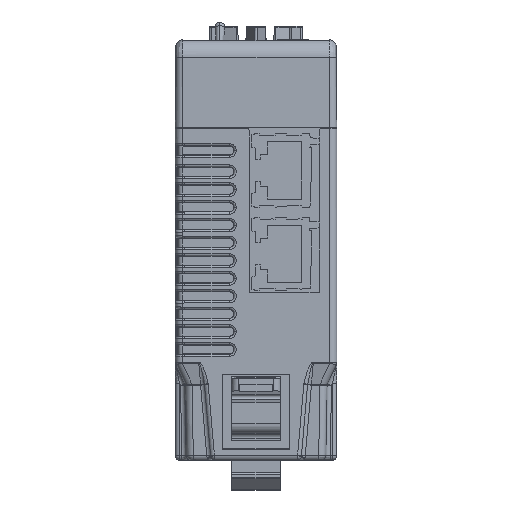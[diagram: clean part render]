
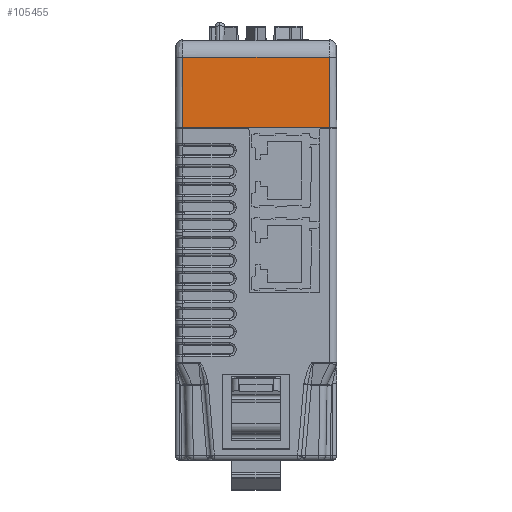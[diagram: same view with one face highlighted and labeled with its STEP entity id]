
A CAD part, front view. The second image highlights one B-rep face of the part: STEP entity #105455.
In plain terms, the highlighted planar face has unit normal (0, -1, 0.009).
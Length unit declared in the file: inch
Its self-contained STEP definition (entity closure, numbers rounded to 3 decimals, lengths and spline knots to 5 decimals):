
#3178 = VERTEX_POINT ( 'NONE', #22080 ) ;
#19290 = ORIENTED_EDGE ( 'NONE', *, *, #55655, .T. ) ;
#20178 = EDGE_CURVE ( 'NONE', #3178, #66218, #102518, .T. ) ;
#22080 = CARTESIAN_POINT ( 'NONE',  ( 0.15378, -0.06343, -0.08083 ) ) ;
#23391 = VECTOR ( 'NONE', #67534, 39.37008 ) ;
#40321 = CARTESIAN_POINT ( 'NONE',  ( 0.1592, -0.06886, -0.70256 ) ) ;
#40724 = VERTEX_POINT ( 'NONE', #40321 ) ;
#43969 = ORIENTED_EDGE ( 'NONE', *, *, #111649, .F. ) ;
#55236 = CARTESIAN_POINT ( 'NONE',  ( -1.21088, -0.06343, -0.08083 ) ) ;
#55655 = EDGE_CURVE ( 'NONE', #66218, #63095, #116234, .T. ) ;
#55660 = CARTESIAN_POINT ( 'NONE',  ( -1.47859, -0.06886, -0.70256 ) ) ;
#58312 = LINE ( 'NONE', #55660, #142515 ) ;
#62052 = AXIS2_PLACEMENT_3D ( 'NONE', #117325, #95321, #95814 ) ;
#62383 = FACE_OUTER_BOUND ( 'NONE', #84546, .T. ) ;
#63095 = VERTEX_POINT ( 'NONE', #137766 ) ;
#66218 = VERTEX_POINT ( 'NONE', #125732 ) ;
#67534 = DIRECTION ( 'NONE',  ( -0.009, -0.009, -1. ) ) ;
#72622 = ORIENTED_EDGE ( 'NONE', *, *, #90902, .T. ) ;
#78962 = LINE ( 'NONE', #107922, #103567 ) ;
#84546 = EDGE_LOOP ( 'NONE', ( #43969, #143830, #19290, #72622 ) ) ;
#90902 = EDGE_CURVE ( 'NONE', #63095, #40724, #58312, .T. ) ;
#95321 = DIRECTION ( 'NONE',  ( 0., -1., 0.009 ) ) ;
#95814 = DIRECTION ( 'NONE',  ( 0., -0.009, -1. ) ) ;
#96243 = DIRECTION ( 'NONE',  ( 0.009, -0.009, -1. ) ) ;
#100395 = CARTESIAN_POINT ( 'NONE',  ( -1.14246, -0.06343, -0.08083 ) ) ;
#102518 = LINE ( 'NONE', #55236, #128782 ) ;
#103567 = VECTOR ( 'NONE', #96243, 39.37008 ) ;
#105455 = ADVANCED_FACE ( 'NONE', ( #62383 ), #141361, .T. ) ;
#107922 = CARTESIAN_POINT ( 'NONE',  ( 0.15651, -0.06616, -0.39379 ) ) ;
#111649 = EDGE_CURVE ( 'NONE', #3178, #40724, #78962, .T. ) ;
#116234 = LINE ( 'NONE', #100395, #23391 ) ;
#117325 = CARTESIAN_POINT ( 'NONE',  ( -1.21088, -0.06886, -0.70256 ) ) ;
#125732 = CARTESIAN_POINT ( 'NONE',  ( -1.14246, -0.06343, -0.08083 ) ) ;
#128782 = VECTOR ( 'NONE', #135104, 39.37008 ) ;
#135032 = DIRECTION ( 'NONE',  ( 1., 0., 0. ) ) ;
#135104 = DIRECTION ( 'NONE',  ( -1., 0., 0. ) ) ;
#137766 = CARTESIAN_POINT ( 'NONE',  ( -1.14788, -0.06886, -0.70256 ) ) ;
#141361 = PLANE ( 'NONE',  #62052 ) ;
#142515 = VECTOR ( 'NONE', #135032, 39.37008 ) ;
#143830 = ORIENTED_EDGE ( 'NONE', *, *, #20178, .T. ) ;
